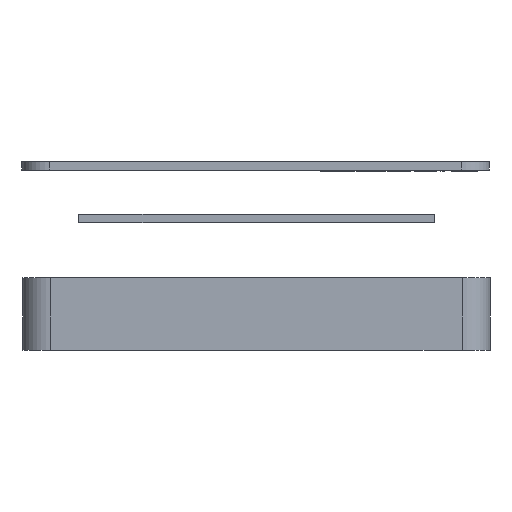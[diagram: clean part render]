
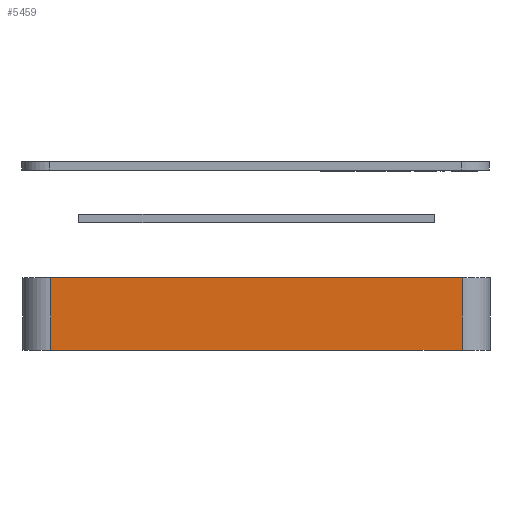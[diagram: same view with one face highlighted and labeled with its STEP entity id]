
A CAD part, front view. The second image highlights one B-rep face of the part: STEP entity #5459.
In plain terms, the highlighted planar face has unit normal (0, -1, 0).
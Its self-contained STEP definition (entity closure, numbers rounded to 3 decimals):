
#692=FACE_OUTER_BOUND('',#1095,.T.);
#1095=EDGE_LOOP('',(#4096,#4097,#4098,#4099));
#1429=LINE('',#8116,#1937);
#1442=LINE('',#8156,#1950);
#1443=LINE('',#8159,#1951);
#1444=LINE('',#8160,#1952);
#1937=VECTOR('',#6671,10.);
#1950=VECTOR('',#6706,10.);
#1951=VECTOR('',#6709,10.);
#1952=VECTOR('',#6710,10.);
#2501=VERTEX_POINT('',#8113);
#2502=VERTEX_POINT('',#8115);
#2518=VERTEX_POINT('',#8154);
#2519=VERTEX_POINT('',#8158);
#3090=EDGE_CURVE('',#2501,#2502,#1429,.T.);
#3111=EDGE_CURVE('',#2518,#2501,#1442,.T.);
#3112=EDGE_CURVE('',#2519,#2518,#1443,.T.);
#3113=EDGE_CURVE('',#2502,#2519,#1444,.T.);
#4096=ORIENTED_EDGE('',*,*,#3111,.F.);
#4097=ORIENTED_EDGE('',*,*,#3112,.F.);
#4098=ORIENTED_EDGE('',*,*,#3113,.F.);
#4099=ORIENTED_EDGE('',*,*,#3090,.F.);
#5255=PLANE('',#5911);
#5459=ADVANCED_FACE('',(#692),#5255,.T.);
#5911=AXIS2_PLACEMENT_3D('',#8157,#6707,#6708);
#6671=DIRECTION('',(1.,0.,0.));
#6706=DIRECTION('',(0.,0.,1.));
#6707=DIRECTION('center_axis',(0.,-1.,0.));
#6708=DIRECTION('ref_axis',(1.,0.,0.));
#6709=DIRECTION('',(-1.,0.,0.));
#6710=DIRECTION('',(0.,0.,-1.));
#8113=CARTESIAN_POINT('',(-60.027,30.198,13.));
#8115=CARTESIAN_POINT('',(13.593,30.198,13.));
#8116=CARTESIAN_POINT('',(18.593,30.198,13.));
#8154=CARTESIAN_POINT('',(-60.027,30.198,0.));
#8156=CARTESIAN_POINT('',(-60.027,30.198,0.));
#8157=CARTESIAN_POINT('Origin',(-65.027,30.198,0.));
#8158=CARTESIAN_POINT('',(13.593,30.198,0.));
#8159=CARTESIAN_POINT('',(18.593,30.198,0.));
#8160=CARTESIAN_POINT('',(13.593,30.198,0.));
